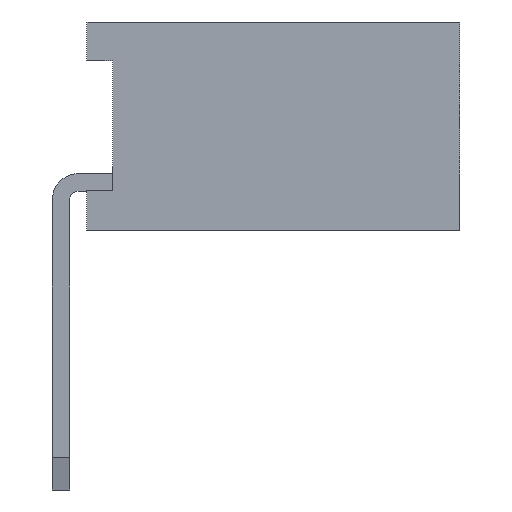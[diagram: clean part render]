
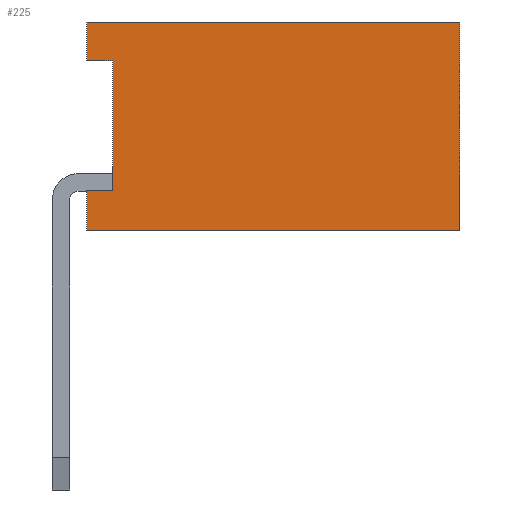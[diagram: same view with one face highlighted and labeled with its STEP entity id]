
A CAD part, left-side view. The second image highlights one B-rep face of the part: STEP entity #225.
In plain terms, the highlighted planar face has unit normal (-1, 0, 0).
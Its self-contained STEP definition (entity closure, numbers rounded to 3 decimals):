
#225=ADVANCED_FACE('',(#6149),#6151,.T.);
#6149=FACE_BOUND('',#6150,.T.);
#6150=EDGE_LOOP('',(#10865,#10866,#10867,#10868,#10869,#10870,#10871,#10872));
#6151=PLANE('',#6152);
#6152=AXIS2_PLACEMENT_3D('',#6153,#6154,#6155);
#6153=CARTESIAN_POINT('',(-1.,-4.6,0.));
#6154=DIRECTION('',(-1.,0.,0.));
#6155=DIRECTION('',(0.,0.,1.));
#10865=ORIENTED_EDGE('',*,*,#14389,.T.);
#10866=ORIENTED_EDGE('',*,*,#14441,.T.);
#10867=ORIENTED_EDGE('',*,*,#14342,.T.);
#10868=ORIENTED_EDGE('',*,*,#14440,.F.);
#10869=ORIENTED_EDGE('',*,*,#14442,.F.);
#10870=ORIENTED_EDGE('',*,*,#14443,.T.);
#10871=ORIENTED_EDGE('',*,*,#14444,.T.);
#10872=ORIENTED_EDGE('',*,*,#14435,.F.);
#14342=EDGE_CURVE('',#16138,#16135,#16139,.F.);
#14389=EDGE_CURVE('',#16232,#16230,#16233,.F.);
#14435=EDGE_CURVE('',#16232,#16317,#16318,.T.);
#14440=EDGE_CURVE('',#16324,#16135,#16326,.T.);
#14441=EDGE_CURVE('',#16230,#16138,#16327,.T.);
#14442=EDGE_CURVE('',#16328,#16324,#16329,.T.);
#14443=EDGE_CURVE('',#16328,#16330,#16331,.T.);
#14444=EDGE_CURVE('',#16330,#16317,#16332,.T.);
#16135=VERTEX_POINT('',#19085);
#16138=VERTEX_POINT('',#19090);
#16139=LINE('',#19091,#19092);
#16230=VERTEX_POINT('',#19274);
#16232=VERTEX_POINT('',#19278);
#16233=LINE('',#19279,#19280);
#16317=VERTEX_POINT('',#19455);
#16318=LINE('',#19456,#19457);
#16324=VERTEX_POINT('',#19470);
#16326=LINE('',#19474,#19475);
#16327=LINE('',#19477,#19478);
#16328=VERTEX_POINT('',#19480);
#16329=LINE('',#19481,#19482);
#16330=VERTEX_POINT('',#19484);
#16331=LINE('',#19485,#19486);
#16332=LINE('',#19488,#19489);
#19085=CARTESIAN_POINT('',(-1.,-0.3,0.45));
#19090=CARTESIAN_POINT('',(-1.,-0.6,0.45));
#19091=CARTESIAN_POINT('',(-1.,-0.3,0.45));
#19092=VECTOR('',#19093,1.);
#19093=DIRECTION('',(0.,-1.,0.));
#19274=CARTESIAN_POINT('',(-1.,-0.6,1.95));
#19278=CARTESIAN_POINT('',(-1.,-0.3,1.95));
#19279=CARTESIAN_POINT('',(-1.,-0.6,1.95));
#19280=VECTOR('',#19281,1.);
#19281=DIRECTION('',(0.,1.,0.));
#19455=CARTESIAN_POINT('',(-1.,-0.3,2.4));
#19456=CARTESIAN_POINT('',(-1.,-0.3,1.95));
#19457=VECTOR('',#19458,1.);
#19458=DIRECTION('',(0.,0.,1.));
#19470=CARTESIAN_POINT('',(-1.,-0.3,0.));
#19474=CARTESIAN_POINT('',(-1.,-0.3,0.));
#19475=VECTOR('',#19476,1.);
#19476=DIRECTION('',(0.,0.,1.));
#19477=CARTESIAN_POINT('',(-1.,-0.6,1.95));
#19478=VECTOR('',#19479,1.);
#19479=DIRECTION('',(0.,0.,-1.));
#19480=CARTESIAN_POINT('',(-1.,-4.6,0.));
#19481=CARTESIAN_POINT('',(-1.,-4.6,0.));
#19482=VECTOR('',#19483,1.);
#19483=DIRECTION('',(0.,1.,0.));
#19484=CARTESIAN_POINT('',(-1.,-4.6,2.4));
#19485=CARTESIAN_POINT('',(-1.,-4.6,0.));
#19486=VECTOR('',#19487,1.);
#19487=DIRECTION('',(0.,0.,1.));
#19488=CARTESIAN_POINT('',(-1.,-4.6,2.4));
#19489=VECTOR('',#19490,1.);
#19490=DIRECTION('',(0.,1.,0.));
